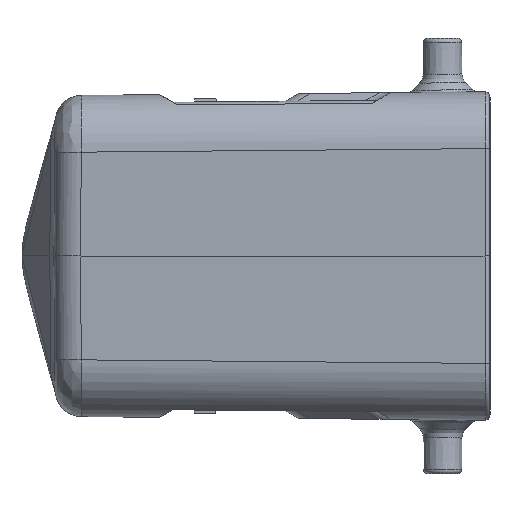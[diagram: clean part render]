
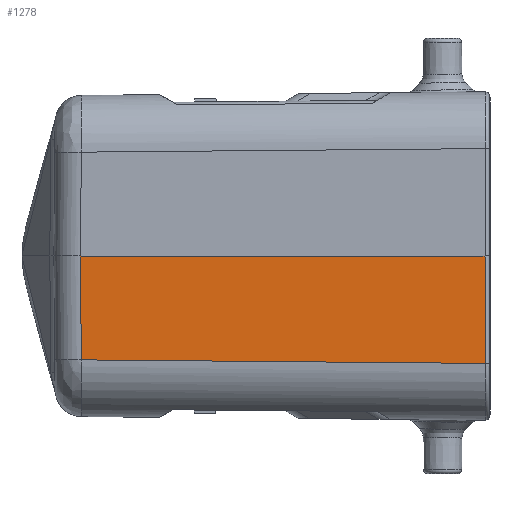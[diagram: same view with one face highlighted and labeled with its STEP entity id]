
A CAD part, left-side view. The second image highlights one B-rep face of the part: STEP entity #1278.
In plain terms, the highlighted planar face has unit normal (-1, 0.009, -0.009).
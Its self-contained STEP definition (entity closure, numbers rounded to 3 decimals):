
#774=FACE_OUTER_BOUND('',#3407,.T.);
#1278=ADVANCED_FACE('',(#774),#1509,.T.);
#1509=PLANE('',#7830);
#1668=B_SPLINE_CURVE_WITH_KNOTS('',3,(#14506,#14507,#14508,#14509),
 .UNSPECIFIED.,.F.,.F.,(4,4),(0.,1.),.UNSPECIFIED.);
#1669=B_SPLINE_CURVE_WITH_KNOTS('',3,(#14511,#14512,#14513,#14514),
 .UNSPECIFIED.,.F.,.F.,(4,4),(0.,1.),.UNSPECIFIED.);
#2205=LINE('',#13280,#2794);
#2244=LINE('',#14475,#2833);
#2246=LINE('',#14504,#2835);
#2794=VECTOR('',#9382,1.);
#2833=VECTOR('',#9551,1.);
#2835=VECTOR('',#9563,1.);
#3407=EDGE_LOOP('',(#5230,#5231,#5232,#5233,#5234));
#5230=ORIENTED_EDGE('',*,*,#7037,.T.);
#5231=ORIENTED_EDGE('',*,*,#7038,.T.);
#5232=ORIENTED_EDGE('',*,*,#6872,.F.);
#5233=ORIENTED_EDGE('',*,*,#7030,.F.);
#5234=ORIENTED_EDGE('',*,*,#7036,.T.);
#5974=VERTEX_POINT('',#13255);
#5977=VERTEX_POINT('',#13281);
#6069=VERTEX_POINT('',#14476);
#6072=VERTEX_POINT('',#14503);
#6073=VERTEX_POINT('',#14510);
#6872=EDGE_CURVE('',#5974,#5977,#2205,.T.);
#7030=EDGE_CURVE('',#6069,#5974,#2244,.T.);
#7036=EDGE_CURVE('',#6069,#6072,#2246,.T.);
#7037=EDGE_CURVE('',#6072,#6073,#1668,.T.);
#7038=EDGE_CURVE('',#6073,#5977,#1669,.T.);
#7830=AXIS2_PLACEMENT_3D('',#14515,#9566,#9567);
#9382=DIRECTION('',(-0.009,0.009,1.));
#9551=DIRECTION('',(0.009,1.,0.009));
#9563=DIRECTION('',(-0.009,0.,1.));
#9566=DIRECTION('',(-1.,0.009,-0.009));
#9567=DIRECTION('',(0.009,0.,-1.));
#13255=CARTESIAN_POINT('',(-35.915,123.412,-13.6));
#13280=CARTESIAN_POINT('',(-36.033,123.531,0.034));
#13281=CARTESIAN_POINT('',(-36.033,123.531,0.));
#14475=CARTESIAN_POINT('',(-36.376,70.132,-14.065));
#14476=CARTESIAN_POINT('',(-36.373,70.504,-14.061));
#14503=CARTESIAN_POINT('',(-36.496,70.504,0.));
#14504=CARTESIAN_POINT('',(-36.506,70.504,1.225));
#14506=CARTESIAN_POINT('',(-36.496,70.504,0.));
#14507=CARTESIAN_POINT('',(-36.494,70.672,0.));
#14508=CARTESIAN_POINT('',(-36.493,70.841,-0.001));
#14509=CARTESIAN_POINT('',(-36.491,71.009,-0.001));
#14510=CARTESIAN_POINT('',(-36.491,71.009,-0.001));
#14511=CARTESIAN_POINT('',(-36.491,71.009,-0.001));
#14512=CARTESIAN_POINT('',(-36.338,88.516,-0.001));
#14513=CARTESIAN_POINT('',(-36.186,106.023,0.));
#14514=CARTESIAN_POINT('',(-36.033,123.531,0.));
#14515=CARTESIAN_POINT('',(-36.511,70.,1.225));
